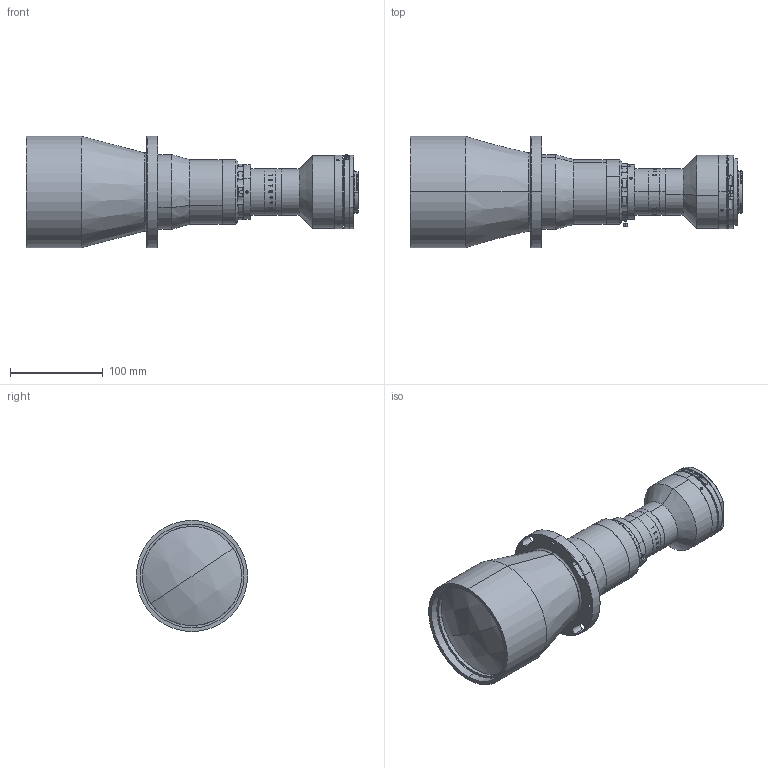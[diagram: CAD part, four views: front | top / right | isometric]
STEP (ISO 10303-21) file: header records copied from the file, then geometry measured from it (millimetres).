
FILE_DESCRIPTION (( 'STEP AP203' ), '1' );
FILE_NAME ('XF-PTL09232-F-VI.STEP', '2019-10-24T08:03:01', ( 'puyufan' ), ( '' ), 'SwSTEP 2.0', 'SolidWorks 2014', '' );
FILE_SCHEMA (( 'CONFIG_CONTROL_DESIGN' ));
Length unit declared in the file: millimetre
Products named in the file (1): XF-PTL09232-F-VI
Bounding box: 357.93 x 120 x 120 mm (x, y, z)
Surface area: 150754.8 mm2 (no closed solid volume)
Topology: 0 solids, 48 shells, 298 faces, 1454 edges, 1199 vertices
Faces by surface type: cylinder 150, plane 84, cone 44, torus 12, sphere 4, bspline 4
Entity records: 22604 total; most frequent: CARTESIAN_POINT 11517, DIRECTION 2185, ORIENTED_EDGE 1990, EDGE_CURVE 1452, VERTEX_POINT 1199, AXIS2_PLACEMENT_3D 857, CIRCLE 562, VECTOR 471
